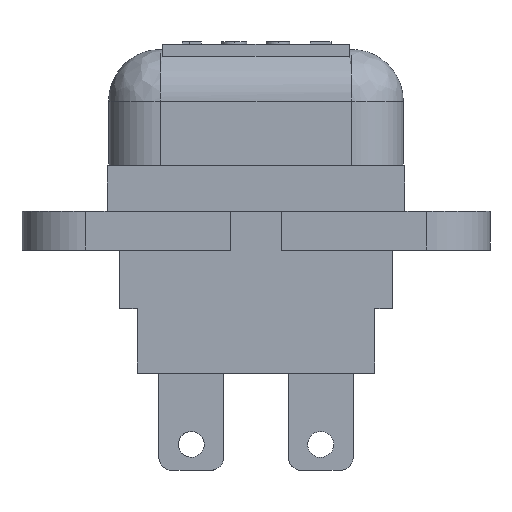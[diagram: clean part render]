
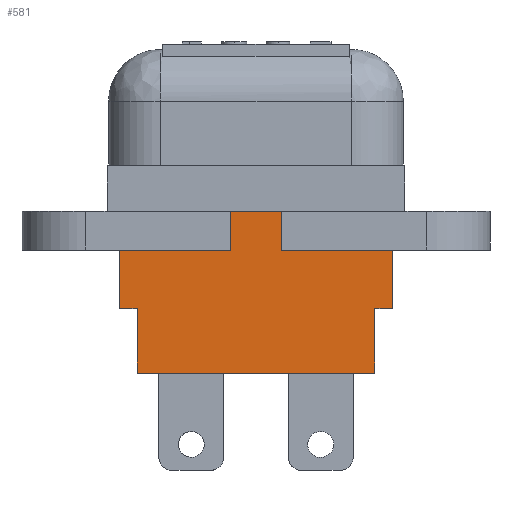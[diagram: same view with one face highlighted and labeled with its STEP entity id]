
A CAD part, top view. The second image highlights one B-rep face of the part: STEP entity #581.
In plain terms, the highlighted free-form (B-spline) face has degree [1, 1] with [2, 2] control points.
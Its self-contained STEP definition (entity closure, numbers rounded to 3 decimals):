
#581 = ADVANCED_FACE('',(#582),#668,.T.);
#582 = FACE_BOUND('',#583,.T.);
#583 = EDGE_LOOP('',(#584,#593,#600,#607,#614,#621,#628,#635,#642,#649,
    #656,#663));
#584 = ORIENTED_EDGE('',*,*,#585,.F.);
#585 = EDGE_CURVE('',#586,#588,#590,.T.);
#586 = VERTEX_POINT('',#587);
#587 = CARTESIAN_POINT('',(1.905,2.857,3.215)
  );
#588 = VERTEX_POINT('',#589);
#589 = CARTESIAN_POINT('',(1.905,0.,3.215));
#590 = B_SPLINE_CURVE_WITH_KNOTS('',1,(#591,#592),.UNSPECIFIED.,.F.,.F.,
  (2,2),(0.65,3.65),.PIECEWISE_BEZIER_KNOTS.);
#591 = CARTESIAN_POINT('',(1.905,2.857,3.215)
  );
#592 = CARTESIAN_POINT('',(1.905,0.,3.215));
#593 = ORIENTED_EDGE('',*,*,#594,.T.);
#594 = EDGE_CURVE('',#586,#595,#597,.T.);
#595 = VERTEX_POINT('',#596);
#596 = CARTESIAN_POINT('',(-1.905,2.857,3.215
    ));
#597 = B_SPLINE_CURVE_WITH_KNOTS('',1,(#598,#599),.UNSPECIFIED.,.F.,.F.,
  (2,2),(8.55,12.55),.PIECEWISE_BEZIER_KNOTS.);
#598 = CARTESIAN_POINT('',(1.905,2.857,3.215)
  );
#599 = CARTESIAN_POINT('',(-1.905,2.857,3.215
    ));
#600 = ORIENTED_EDGE('',*,*,#601,.T.);
#601 = EDGE_CURVE('',#595,#602,#604,.T.);
#602 = VERTEX_POINT('',#603);
#603 = CARTESIAN_POINT('',(-1.905,0.,3.215));
#604 = B_SPLINE_CURVE_WITH_KNOTS('',1,(#605,#606),.UNSPECIFIED.,.F.,.F.,
  (2,2),(0.65,3.65),.PIECEWISE_BEZIER_KNOTS.);
#605 = CARTESIAN_POINT('',(-1.905,2.857,3.215
    ));
#606 = CARTESIAN_POINT('',(-1.905,0.,3.215));
#607 = ORIENTED_EDGE('',*,*,#608,.F.);
#608 = EDGE_CURVE('',#609,#602,#611,.T.);
#609 = VERTEX_POINT('',#610);
#610 = CARTESIAN_POINT('',(-10.048,0.,3.215));
#611 = B_SPLINE_CURVE_WITH_KNOTS('',1,(#612,#613),.UNSPECIFIED.,.F.,.F.,
  (2,2),(-21.1,-12.55),.PIECEWISE_BEZIER_KNOTS.);
#612 = CARTESIAN_POINT('',(-10.048,0.,3.215));
#613 = CARTESIAN_POINT('',(-1.905,0.,3.215));
#614 = ORIENTED_EDGE('',*,*,#615,.F.);
#615 = EDGE_CURVE('',#616,#609,#618,.T.);
#616 = VERTEX_POINT('',#617);
#617 = CARTESIAN_POINT('',(-10.048,-4.286,
    3.215));
#618 = B_SPLINE_CURVE_WITH_KNOTS('',1,(#619,#620),.UNSPECIFIED.,.F.,.F.,
  (2,2),(0.,4.5),.PIECEWISE_BEZIER_KNOTS.);
#619 = CARTESIAN_POINT('',(-10.048,-4.286,
    3.215));
#620 = CARTESIAN_POINT('',(-10.048,0.,3.215));
#621 = ORIENTED_EDGE('',*,*,#622,.T.);
#622 = EDGE_CURVE('',#616,#623,#625,.T.);
#623 = VERTEX_POINT('',#624);
#624 = CARTESIAN_POINT('',(-8.739,-4.286,
    3.215));
#625 = B_SPLINE_CURVE_WITH_KNOTS('',1,(#626,#627),.UNSPECIFIED.,.F.,.F.,
  (2,2),(-21.1,-19.725),.PIECEWISE_BEZIER_KNOTS.);
#626 = CARTESIAN_POINT('',(-10.048,-4.286,
    3.215));
#627 = CARTESIAN_POINT('',(-8.739,-4.286,
    3.215));
#628 = ORIENTED_EDGE('',*,*,#629,.F.);
#629 = EDGE_CURVE('',#630,#623,#632,.T.);
#630 = VERTEX_POINT('',#631);
#631 = CARTESIAN_POINT('',(-8.739,-9.048,
    3.215));
#632 = B_SPLINE_CURVE_WITH_KNOTS('',1,(#633,#634),.UNSPECIFIED.,.F.,.F.,
  (2,2),(0.,5.),.PIECEWISE_BEZIER_KNOTS.);
#633 = CARTESIAN_POINT('',(-8.739,-9.048,
    3.215));
#634 = CARTESIAN_POINT('',(-8.739,-4.286,
    3.215));
#635 = ORIENTED_EDGE('',*,*,#636,.F.);
#636 = EDGE_CURVE('',#637,#630,#639,.T.);
#637 = VERTEX_POINT('',#638);
#638 = CARTESIAN_POINT('',(8.739,-9.048,3.215
    ));
#639 = B_SPLINE_CURVE_WITH_KNOTS('',1,(#640,#641),.UNSPECIFIED.,.F.,.F.,
  (2,2),(0.,18.35),.PIECEWISE_BEZIER_KNOTS.);
#640 = CARTESIAN_POINT('',(8.739,-9.048,3.215
    ));
#641 = CARTESIAN_POINT('',(-8.739,-9.048,
    3.215));
#642 = ORIENTED_EDGE('',*,*,#643,.T.);
#643 = EDGE_CURVE('',#637,#644,#646,.T.);
#644 = VERTEX_POINT('',#645);
#645 = CARTESIAN_POINT('',(8.739,-4.286,3.215
    ));
#646 = B_SPLINE_CURVE_WITH_KNOTS('',1,(#647,#648),.UNSPECIFIED.,.F.,.F.,
  (2,2),(0.,5.),.PIECEWISE_BEZIER_KNOTS.);
#647 = CARTESIAN_POINT('',(8.739,-9.048,3.215
    ));
#648 = CARTESIAN_POINT('',(8.739,-4.286,3.215
    ));
#649 = ORIENTED_EDGE('',*,*,#650,.T.);
#650 = EDGE_CURVE('',#644,#651,#653,.T.);
#651 = VERTEX_POINT('',#652);
#652 = CARTESIAN_POINT('',(10.048,-4.286,
    3.215));
#653 = B_SPLINE_CURVE_WITH_KNOTS('',1,(#654,#655),.UNSPECIFIED.,.F.,.F.,
  (2,2),(-1.375,0.),.PIECEWISE_BEZIER_KNOTS.);
#654 = CARTESIAN_POINT('',(8.739,-4.286,3.215
    ));
#655 = CARTESIAN_POINT('',(10.048,-4.286,
    3.215));
#656 = ORIENTED_EDGE('',*,*,#657,.T.);
#657 = EDGE_CURVE('',#651,#658,#660,.T.);
#658 = VERTEX_POINT('',#659);
#659 = CARTESIAN_POINT('',(10.048,0.,3.215));
#660 = B_SPLINE_CURVE_WITH_KNOTS('',1,(#661,#662),.UNSPECIFIED.,.F.,.F.,
  (2,2),(0.,4.5),.PIECEWISE_BEZIER_KNOTS.);
#661 = CARTESIAN_POINT('',(10.048,-4.286,
    3.215));
#662 = CARTESIAN_POINT('',(10.048,0.,3.215));
#663 = ORIENTED_EDGE('',*,*,#664,.F.);
#664 = EDGE_CURVE('',#588,#658,#665,.T.);
#665 = B_SPLINE_CURVE_WITH_KNOTS('',1,(#666,#667),.UNSPECIFIED.,.F.,.F.,
  (2,2),(-8.55,0.),.PIECEWISE_BEZIER_KNOTS.);
#666 = CARTESIAN_POINT('',(1.905,0.,3.215));
#667 = CARTESIAN_POINT('',(10.048,0.,3.215));
#668 = B_SPLINE_SURFACE_WITH_KNOTS('',1,1,(
    (#669,#670)
    ,(#671,#672
    )),.UNSPECIFIED.,.F.,.F.,.F.,(2,2),(2,2),(-21.1,0.),(-5.,7.5),
  .PIECEWISE_BEZIER_KNOTS.);
#669 = CARTESIAN_POINT('',(-10.048,-9.048,
    3.215));
#670 = CARTESIAN_POINT('',(-10.048,2.857,3.215
    ));
#671 = CARTESIAN_POINT('',(10.048,-9.048,
    3.215));
#672 = CARTESIAN_POINT('',(10.048,2.857,3.215
    ));
